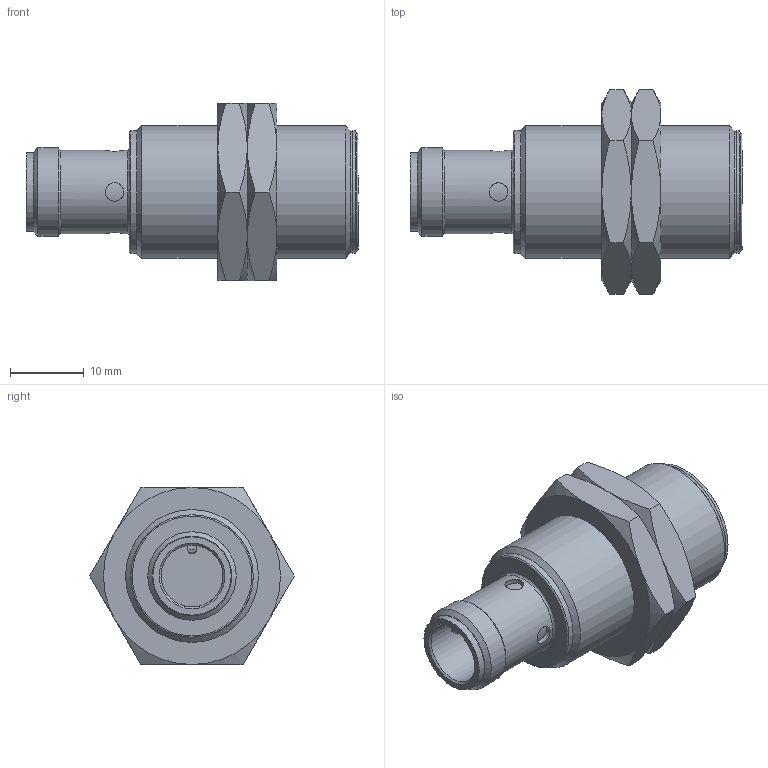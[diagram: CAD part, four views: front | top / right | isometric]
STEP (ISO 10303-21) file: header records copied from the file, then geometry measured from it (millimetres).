
FILE_DESCRIPTION (( 'STEP AP203' ), '1' );
FILE_NAME ('PKW2-AP-3H.step', '2021-01-22T22:38:52', ( 'ADC123' ), ( 'Microsoft' ), 'SwSTEP 2.0', 'SolidWorks 2019', '' );
FILE_SCHEMA (( 'CONFIG_CONTROL_DESIGN' ));
Length unit declared in the file: inch
Products named in the file (1): PKW2-AP-3H
Bounding box: 45 x 27.71 x 24 mm (x, y, z)
Volume: 10827.5 mm3; surface area: 5003 mm2
Topology: 3 solids, 3 shells, 82 faces, 182 edges, 113 vertices
Faces by surface type: cone 33, plane 25, cylinder 19, bspline 5
Full cylindrical faces by diameter (mm): 2.5 x4, 8.4 x1, 10.6 x1, 11.3 x1, 12 x1, 16 x1, 16.6 x2, 16.917 x2, 18 x1
Entity records: 2620 total; most frequent: CARTESIAN_POINT 1052, DIRECTION 286, ORIENTED_EDGE 274, EDGE_CURVE 137, AXIS2_PLACEMENT_3D 133, EDGE_LOOP 121, FACE_OUTER_BOUND 100, VERTEX_POINT 96
